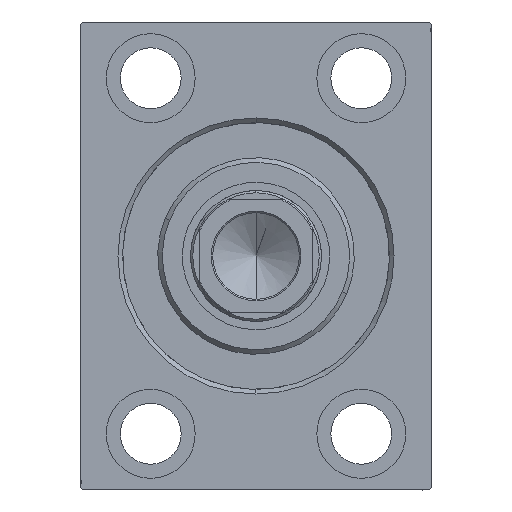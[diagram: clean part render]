
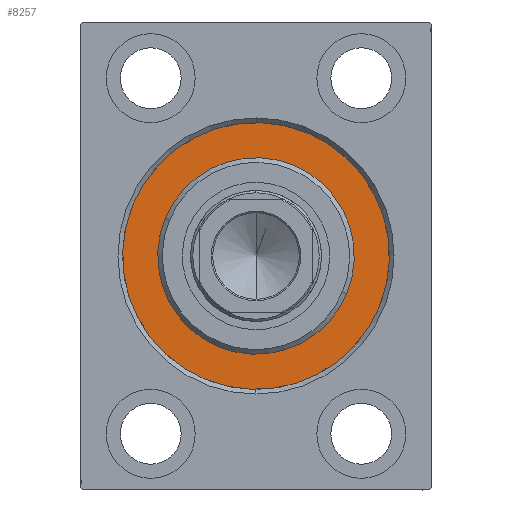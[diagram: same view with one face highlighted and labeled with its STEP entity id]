
A CAD part, left-side view. The second image highlights one B-rep face of the part: STEP entity #8257.
In plain terms, the highlighted face is planar.
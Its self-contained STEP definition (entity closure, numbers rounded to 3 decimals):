
#70 = CIRCLE ( 'NONE', #40636, 28.5 ) ;
#259 = DIRECTION ( 'NONE',  ( -1., 0., 0. ) ) ;
#1807 = DIRECTION ( 'NONE',  ( 0., 0., -1. ) ) ;
#2592 = AXIS2_PLACEMENT_3D ( 'NONE', #40240, #16184, #9702 ) ;
#3211 = VERTEX_POINT ( 'NONE', #19716 ) ;
#3655 = EDGE_LOOP ( 'NONE', ( #43301, #33660 ) ) ;
#4036 = ORIENTED_EDGE ( 'NONE', *, *, #26315, .F. ) ;
#4247 = EDGE_CURVE ( 'NONE', #27006, #16175, #19670, .T. ) ;
#5654 = FACE_BOUND ( 'NONE', #34071, .T. ) ;
#8257 = ADVANCED_FACE ( 'NONE', ( #5654, #19235 ), #20535, .F. ) ;
#9587 = CARTESIAN_POINT ( 'NONE',  ( 0., 0., 0. ) ) ;
#9702 = DIRECTION ( 'NONE',  ( 0., 0., 1. ) ) ;
#12756 = ORIENTED_EDGE ( 'NONE', *, *, #4247, .F. ) ;
#13983 = AXIS2_PLACEMENT_3D ( 'NONE', #28820, #18374, #14590 ) ;
#14590 = DIRECTION ( 'NONE',  ( 0., 0., -1. ) ) ;
#16175 = VERTEX_POINT ( 'NONE', #17165 ) ;
#16184 = DIRECTION ( 'NONE',  ( -1., 0., 0. ) ) ;
#17165 = CARTESIAN_POINT ( 'NONE',  ( 0., 0., -21. ) ) ;
#18374 = DIRECTION ( 'NONE',  ( 1., 0., 0. ) ) ;
#19235 = FACE_OUTER_BOUND ( 'NONE', #3655, .T. ) ;
#19670 = CIRCLE ( 'NONE', #13983, 21. ) ;
#19716 = CARTESIAN_POINT ( 'NONE',  ( 0., 0., 28.5 ) ) ;
#20535 = PLANE ( 'NONE',  #30404 ) ;
#21869 = CARTESIAN_POINT ( 'NONE',  ( 0., 0., 0. ) ) ;
#23173 = DIRECTION ( 'NONE',  ( 0., 0., 1. ) ) ;
#23439 = CARTESIAN_POINT ( 'NONE',  ( 0., 0., 0. ) ) ;
#23540 = AXIS2_PLACEMENT_3D ( 'NONE', #21869, #28982, #1807 ) ;
#25088 = CIRCLE ( 'NONE', #23540, 21. ) ;
#26315 = EDGE_CURVE ( 'NONE', #16175, #27006, #25088, .T. ) ;
#27006 = VERTEX_POINT ( 'NONE', #36349 ) ;
#27063 = EDGE_CURVE ( 'NONE', #3211, #31658, #70, .T. ) ;
#28820 = CARTESIAN_POINT ( 'NONE',  ( 0., 0., 0. ) ) ;
#28982 = DIRECTION ( 'NONE',  ( 1., 0., 0. ) ) ;
#29157 = CARTESIAN_POINT ( 'NONE',  ( 0., 0., -28.5 ) ) ;
#30404 = AXIS2_PLACEMENT_3D ( 'NONE', #23439, #259, #37257 ) ;
#31032 = CIRCLE ( 'NONE', #2592, 28.5 ) ;
#31658 = VERTEX_POINT ( 'NONE', #29157 ) ;
#33199 = DIRECTION ( 'NONE',  ( -1., 0., 0. ) ) ;
#33660 = ORIENTED_EDGE ( 'NONE', *, *, #27063, .F. ) ;
#34071 = EDGE_LOOP ( 'NONE', ( #12756, #4036 ) ) ;
#36349 = CARTESIAN_POINT ( 'NONE',  ( 0., 0., 21. ) ) ;
#37257 = DIRECTION ( 'NONE',  ( 0., 0., 1. ) ) ;
#40240 = CARTESIAN_POINT ( 'NONE',  ( 0., 0., 0. ) ) ;
#40636 = AXIS2_PLACEMENT_3D ( 'NONE', #9587, #33199, #23173 ) ;
#41463 = EDGE_CURVE ( 'NONE', #31658, #3211, #31032, .T. ) ;
#43301 = ORIENTED_EDGE ( 'NONE', *, *, #41463, .F. ) ;
